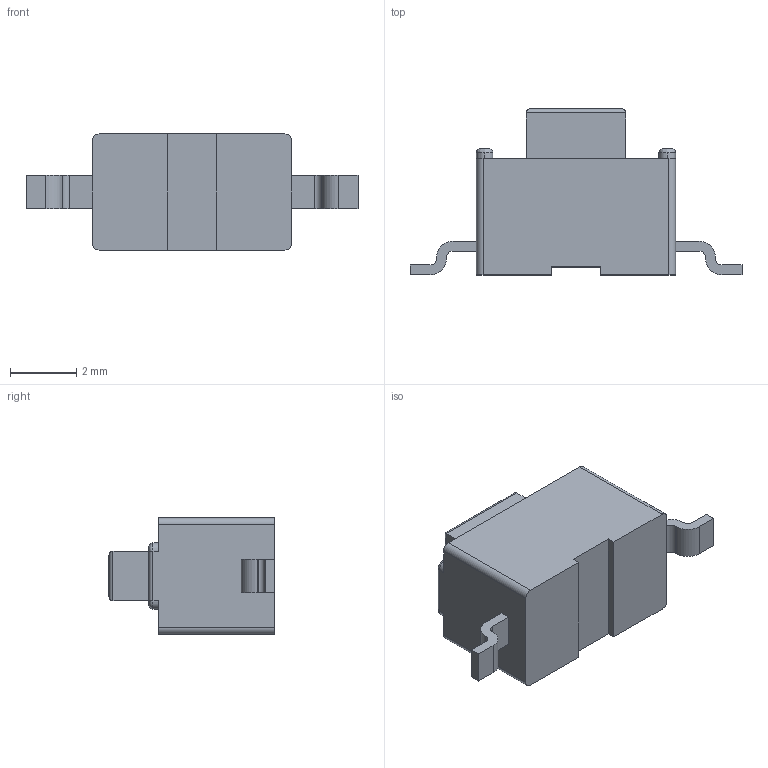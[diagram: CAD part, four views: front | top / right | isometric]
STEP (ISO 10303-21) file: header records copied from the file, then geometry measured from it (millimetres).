
FILE_DESCRIPTION (( 'STEP AP214' ), '1' );
FILE_NAME ('2E124545-0E09-4C7E-9398-403EF178B71E.STEP', '2022-08-16T00:02:52', ( '' ), ( '' ), 'SwSTEP 2.0', 'SolidWorks 2022', '' );
FILE_SCHEMA (( 'AUTOMOTIVE_DESIGN' ));
Length unit declared in the file: millimetre
Products named in the file (1): 2E124545-0E09-4C7E-9398-403EF178B71E
Bounding box: 10 x 5 x 3.5 mm (x, y, z)
Volume: 80.8 mm3; surface area: 136 mm2
Topology: 1 solids, 1 shells, 67 faces, 174 edges, 112 vertices
Faces by surface type: plane 37, cylinder 26, bspline 4
Entity records: 2425 total; most frequent: CARTESIAN_POINT 450, ORIENTED_EDGE 348, DIRECTION 338, EDGE_CURVE 174, VECTOR 122, LINE 122, VERTEX_POINT 112, AXIS2_PLACEMENT_3D 108
